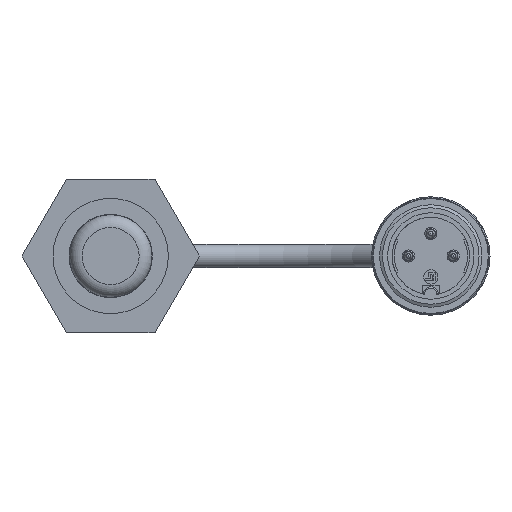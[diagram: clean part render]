
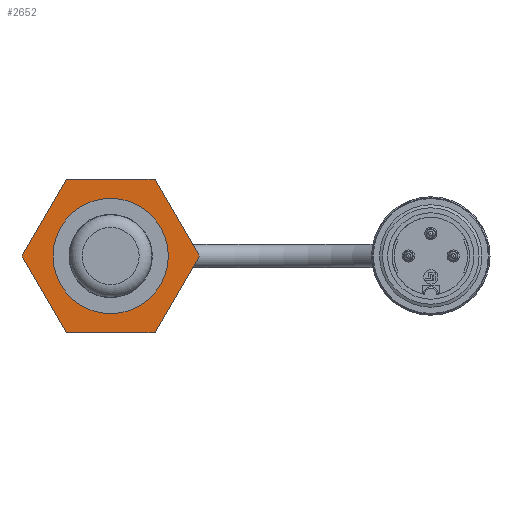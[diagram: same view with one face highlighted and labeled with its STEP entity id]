
A CAD part, left-side view. The second image highlights one B-rep face of the part: STEP entity #2652.
In plain terms, the highlighted planar face has unit normal (-1, 0, 0).
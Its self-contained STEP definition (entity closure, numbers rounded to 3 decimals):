
#157=LINE('',#4762,#313);
#158=LINE('',#4764,#314);
#159=LINE('',#4766,#315);
#160=LINE('',#4768,#316);
#161=LINE('',#4770,#317);
#162=LINE('',#4771,#318);
#313=VECTOR('',#3697,10.);
#314=VECTOR('',#3698,10.);
#315=VECTOR('',#3699,10.);
#316=VECTOR('',#3700,10.);
#317=VECTOR('',#3701,10.);
#318=VECTOR('',#3702,10.);
#503=PLANE('',#2973);
#605=FACE_BOUND('',#1032,.T.);
#768=FACE_OUTER_BOUND('',#1031,.T.);
#1031=EDGE_LOOP('',(#2272,#2273,#2274,#2275,#2276,#2277));
#1032=EDGE_LOOP('',(#2278));
#1170=CIRCLE('',#2967,9.);
#1386=VERTEX_POINT('',#4750);
#1389=VERTEX_POINT('',#4760);
#1390=VERTEX_POINT('',#4761);
#1391=VERTEX_POINT('',#4763);
#1392=VERTEX_POINT('',#4765);
#1393=VERTEX_POINT('',#4767);
#1394=VERTEX_POINT('',#4769);
#1683=EDGE_CURVE('',#1386,#1386,#1170,.T.);
#1686=EDGE_CURVE('',#1389,#1390,#157,.T.);
#1687=EDGE_CURVE('',#1390,#1391,#158,.T.);
#1688=EDGE_CURVE('',#1391,#1392,#159,.T.);
#1689=EDGE_CURVE('',#1392,#1393,#160,.T.);
#1690=EDGE_CURVE('',#1393,#1394,#161,.T.);
#1691=EDGE_CURVE('',#1394,#1389,#162,.T.);
#2272=ORIENTED_EDGE('',*,*,#1686,.T.);
#2273=ORIENTED_EDGE('',*,*,#1687,.T.);
#2274=ORIENTED_EDGE('',*,*,#1688,.T.);
#2275=ORIENTED_EDGE('',*,*,#1689,.T.);
#2276=ORIENTED_EDGE('',*,*,#1690,.T.);
#2277=ORIENTED_EDGE('',*,*,#1691,.T.);
#2278=ORIENTED_EDGE('',*,*,#1683,.T.);
#2652=ADVANCED_FACE('',(#768,#605),#503,.T.);
#2967=AXIS2_PLACEMENT_3D('',#4751,#3683,#3684);
#2973=AXIS2_PLACEMENT_3D('',#4759,#3695,#3696);
#3683=DIRECTION('center_axis',(1.,0.,0.));
#3684=DIRECTION('ref_axis',(0.,-1.,0.));
#3695=DIRECTION('center_axis',(-1.,0.,0.));
#3696=DIRECTION('ref_axis',(0.,1.,0.));
#3697=DIRECTION('',(0.,-0.5,0.866));
#3698=DIRECTION('',(0.,0.5,0.866));
#3699=DIRECTION('',(0.,1.,0.));
#3700=DIRECTION('',(0.,0.5,-0.866));
#3701=DIRECTION('',(0.,-0.5,-0.866));
#3702=DIRECTION('',(0.,-1.,0.));
#4750=CARTESIAN_POINT('',(-14.,9.,0.));
#4751=CARTESIAN_POINT('Origin',(-14.,0.,0.));
#4759=CARTESIAN_POINT('Origin',(-14.,0.,0.));
#4760=CARTESIAN_POINT('',(-14.,-6.928,-12.));
#4761=CARTESIAN_POINT('',(-14.,-13.856,0.));
#4762=CARTESIAN_POINT('',(-14.,-6.928,-12.));
#4763=CARTESIAN_POINT('',(-14.,-6.928,12.));
#4764=CARTESIAN_POINT('',(-14.,-13.856,0.));
#4765=CARTESIAN_POINT('',(-14.,6.928,12.));
#4766=CARTESIAN_POINT('',(-14.,-6.928,12.));
#4767=CARTESIAN_POINT('',(-14.,13.856,0.));
#4768=CARTESIAN_POINT('',(-14.,6.928,12.));
#4769=CARTESIAN_POINT('',(-14.,6.928,-12.));
#4770=CARTESIAN_POINT('',(-14.,13.856,0.));
#4771=CARTESIAN_POINT('',(-14.,6.928,-12.));
